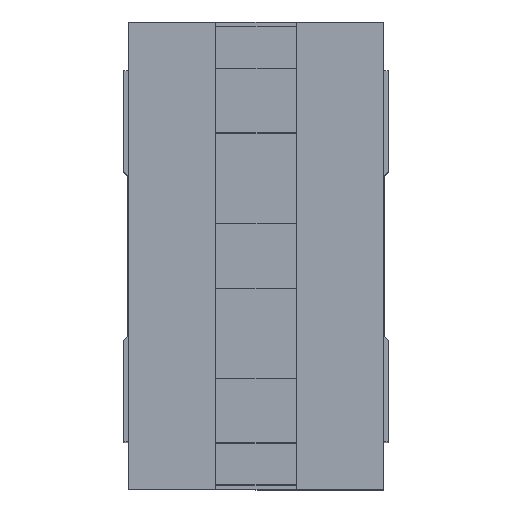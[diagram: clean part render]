
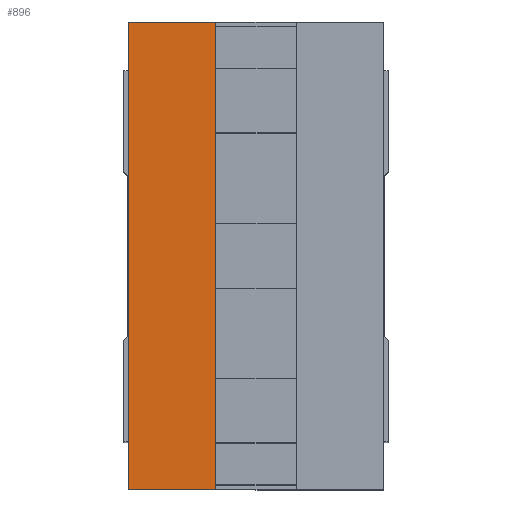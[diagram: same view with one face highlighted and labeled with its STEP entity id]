
A CAD part, top view. The second image highlights one B-rep face of the part: STEP entity #896.
In plain terms, the highlighted planar face has unit normal (0, 0, 1).
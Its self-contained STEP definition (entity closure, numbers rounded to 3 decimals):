
#727=CARTESIAN_POINT('',(-2.5,14.5,43.8));
#728=VERTEX_POINT('',#727);
#737=CARTESIAN_POINT('',(-2.5,-14.5,43.8));
#738=VERTEX_POINT('',#737);
#739=CARTESIAN_POINT('',(-2.5,-14.5,43.8));
#740=DIRECTION('',(0.0,1.0,0.0));
#741=VECTOR('',#740,29.);
#742=LINE('',#739,#741);
#743=EDGE_CURVE('',#738,#728,#742,.T.);
#832=CARTESIAN_POINT('',(-7.9,-14.5,43.8));
#833=VERTEX_POINT('',#832);
#834=CARTESIAN_POINT('',(-2.5,-14.5,43.8));
#835=DIRECTION('',(-1.0,0.0,0.0));
#836=VECTOR('',#835,5.4);
#837=LINE('',#834,#836);
#838=EDGE_CURVE('',#738,#833,#837,.T.);
#873=CARTESIAN_POINT('',(0.,0.,43.8));
#874=DIRECTION('',(0.0,0.0,1.0));
#875=DIRECTION('',(1.0,0.0,0.0));
#876=AXIS2_PLACEMENT_3D('',#873,#874,#875);
#877=PLANE('',#876);
#878=ORIENTED_EDGE('',*,*,#743,.T.);
#879=CARTESIAN_POINT('',(-7.9,14.5,43.8));
#880=VERTEX_POINT('',#879);
#881=CARTESIAN_POINT('',(-7.9,14.5,43.8));
#882=DIRECTION('',(1.0,0.0,0.0));
#883=VECTOR('',#882,5.4);
#884=LINE('',#881,#883);
#885=EDGE_CURVE('',#880,#728,#884,.T.);
#886=ORIENTED_EDGE('',*,*,#885,.F.);
#887=CARTESIAN_POINT('',(-7.9,-14.5,43.8));
#888=DIRECTION('',(0.0,1.0,0.0));
#889=VECTOR('',#888,29.);
#890=LINE('',#887,#889);
#891=EDGE_CURVE('',#833,#880,#890,.T.);
#892=ORIENTED_EDGE('',*,*,#891,.F.);
#893=ORIENTED_EDGE('',*,*,#838,.F.);
#894=EDGE_LOOP('',(#878,#886,#892,#893));
#895=FACE_OUTER_BOUND('',#894,.T.);
#896=ADVANCED_FACE('',(#895),#877,.T.);
